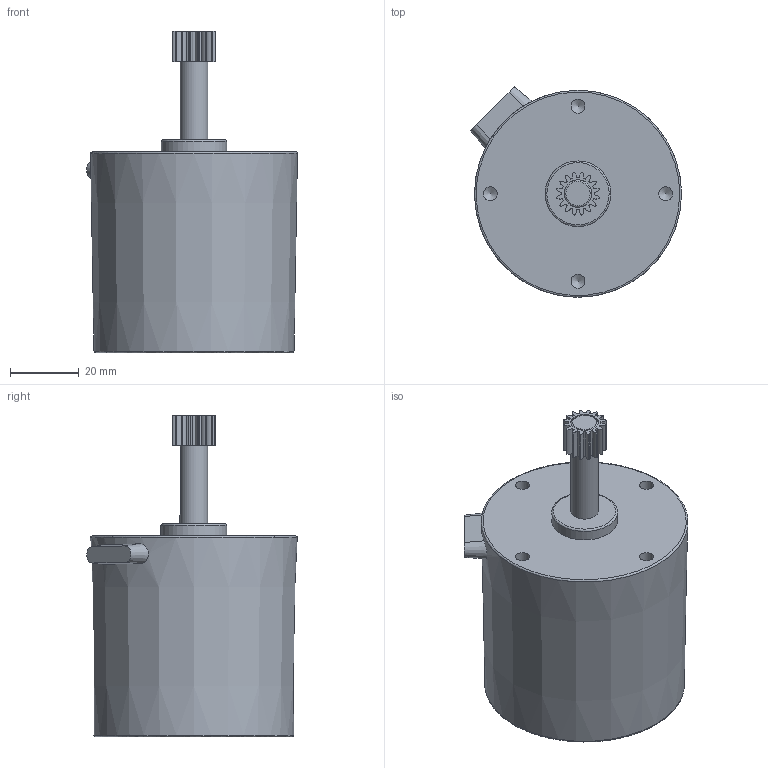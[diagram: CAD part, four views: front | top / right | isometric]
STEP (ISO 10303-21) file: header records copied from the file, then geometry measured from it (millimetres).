
FILE_DESCRIPTION (( 'STEP AP214' ), '1' );
FILE_NAME ('am-4258_16T NEO with 16T 0.6mod Pinion for Sport Gearboxes.STEP', '2020-06-08T19:17:40', ( '' ), ( '' ), 'SwSTEP 2.0', 'SolidWorks 2019', '' );
FILE_SCHEMA (( 'AUTOMOTIVE_DESIGN' ));
Length unit declared in the file: millimetre
Products named in the file (1): am-4258_16T NEO with 16T 0.6mod Pinion for Sport Gearboxes
Bounding box: 61.14 x 61.02 x 93.25 mm (x, y, z)
Volume: 162271.5 mm3; surface area: 18664.3 mm2
Topology: 2 solids, 2 shells, 96 faces, 260 edges, 172 vertices
Faces by surface type: cylinder 73, plane 12, cone 7, bspline 4
Full cylindrical faces by diameter (mm): 4.039 x4, 8 x2, 19.05 x1
Entity records: 4380 total; most frequent: CARTESIAN_POINT 851, DIRECTION 560, ORIENTED_EDGE 480, AXIS2_PLACEMENT_3D 241, EDGE_CURVE 240, VERTEX_POINT 168, CIRCLE 148, EDGE_LOOP 118
